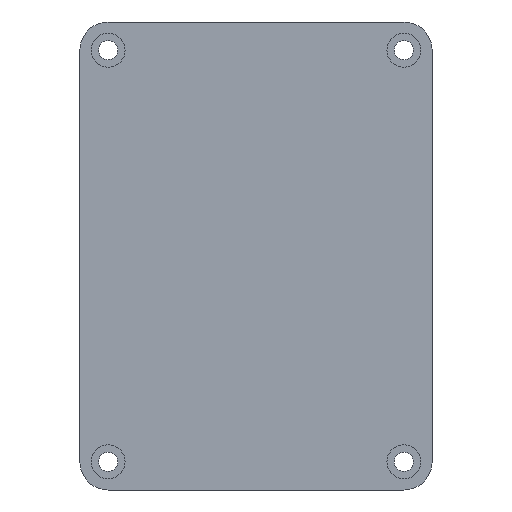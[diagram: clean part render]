
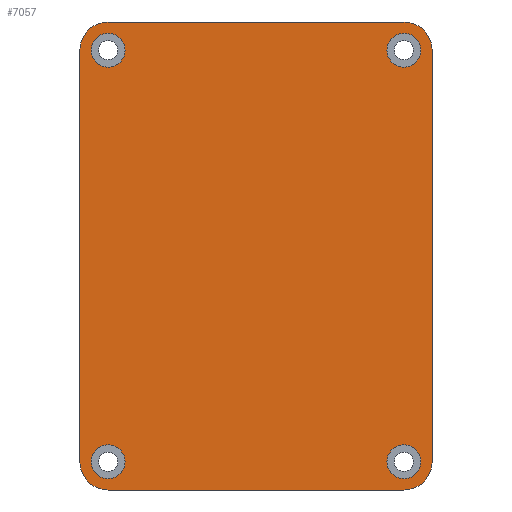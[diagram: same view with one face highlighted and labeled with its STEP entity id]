
A CAD part, front view. The second image highlights one B-rep face of the part: STEP entity #7057.
In plain terms, the highlighted planar face has unit normal (0, -1, 0).
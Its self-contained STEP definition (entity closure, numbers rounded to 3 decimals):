
#746=FACE_BOUND('',#1446,.T.);
#747=FACE_BOUND('',#1447,.T.);
#748=FACE_BOUND('',#1448,.T.);
#749=FACE_BOUND('',#1449,.T.);
#856=CIRCLE('',#7534,5.);
#864=CIRCLE('',#7545,5.);
#865=CIRCLE('',#7547,5.);
#866=CIRCLE('',#7550,5.);
#867=CIRCLE('',#7559,3.);
#869=CIRCLE('',#7562,3.);
#871=CIRCLE('',#7565,3.);
#873=CIRCLE('',#7568,3.);
#988=FACE_OUTER_BOUND('',#1445,.T.);
#1445=EDGE_LOOP('',(#5056,#5057,#5058,#5059,#5060,#5061,#5062,#5063));
#1446=EDGE_LOOP('',(#5064));
#1447=EDGE_LOOP('',(#5065));
#1448=EDGE_LOOP('',(#5066));
#1449=EDGE_LOOP('',(#5067));
#1870=LINE('',#9310,#2430);
#1878=LINE('',#9329,#2438);
#1898=LINE('',#9387,#2458);
#1899=LINE('',#9389,#2459);
#2430=VECTOR('',#8079,10.);
#2438=VECTOR('',#8097,10.);
#2458=VECTOR('',#8163,10.);
#2459=VECTOR('',#8166,10.);
#3008=VERTEX_POINT('',#9265);
#3009=VERTEX_POINT('',#9267);
#3028=VERTEX_POINT('',#9309);
#3031=VERTEX_POINT('',#9318);
#3032=VERTEX_POINT('',#9322);
#3033=VERTEX_POINT('',#9324);
#3034=VERTEX_POINT('',#9328);
#3035=VERTEX_POINT('',#9332);
#3042=VERTEX_POINT('',#9362);
#3044=VERTEX_POINT('',#9368);
#3046=VERTEX_POINT('',#9374);
#3048=VERTEX_POINT('',#9380);
#3762=EDGE_CURVE('',#3008,#3009,#856,.T.);
#3783=EDGE_CURVE('',#3028,#3009,#1870,.T.);
#3788=EDGE_CURVE('',#3028,#3031,#864,.T.);
#3791=EDGE_CURVE('',#3032,#3033,#865,.T.);
#3793=EDGE_CURVE('',#3034,#3033,#1878,.T.);
#3795=EDGE_CURVE('',#3034,#3035,#866,.T.);
#3810=EDGE_CURVE('',#3042,#3042,#867,.T.);
#3813=EDGE_CURVE('',#3044,#3044,#869,.T.);
#3816=EDGE_CURVE('',#3046,#3046,#871,.T.);
#3819=EDGE_CURVE('',#3048,#3048,#873,.T.);
#3822=EDGE_CURVE('',#3008,#3035,#1898,.T.);
#3823=EDGE_CURVE('',#3032,#3031,#1899,.T.);
#5056=ORIENTED_EDGE('',*,*,#3762,.F.);
#5057=ORIENTED_EDGE('',*,*,#3822,.T.);
#5058=ORIENTED_EDGE('',*,*,#3795,.F.);
#5059=ORIENTED_EDGE('',*,*,#3793,.T.);
#5060=ORIENTED_EDGE('',*,*,#3791,.F.);
#5061=ORIENTED_EDGE('',*,*,#3823,.T.);
#5062=ORIENTED_EDGE('',*,*,#3788,.F.);
#5063=ORIENTED_EDGE('',*,*,#3783,.T.);
#5064=ORIENTED_EDGE('',*,*,#3819,.F.);
#5065=ORIENTED_EDGE('',*,*,#3816,.F.);
#5066=ORIENTED_EDGE('',*,*,#3813,.F.);
#5067=ORIENTED_EDGE('',*,*,#3810,.F.);
#6887=PLANE('',#7573);
#7057=ADVANCED_FACE('',(#988,#746,#747,#748,#749),#6887,.F.);
#7534=AXIS2_PLACEMENT_3D('',#9268,#8046,#8047);
#7545=AXIS2_PLACEMENT_3D('',#9319,#8086,#8087);
#7547=AXIS2_PLACEMENT_3D('',#9325,#8092,#8093);
#7550=AXIS2_PLACEMENT_3D('',#9333,#8101,#8102);
#7559=AXIS2_PLACEMENT_3D('',#9363,#8133,#8134);
#7562=AXIS2_PLACEMENT_3D('',#9369,#8140,#8141);
#7565=AXIS2_PLACEMENT_3D('',#9375,#8147,#8148);
#7568=AXIS2_PLACEMENT_3D('',#9381,#8154,#8155);
#7573=AXIS2_PLACEMENT_3D('',#9390,#8167,#8168);
#8046=DIRECTION('center_axis',(0.,1.,0.));
#8047=DIRECTION('ref_axis',(0.707,0.,-0.707));
#8079=DIRECTION('',(1.,0.,0.));
#8086=DIRECTION('center_axis',(0.,1.,0.));
#8087=DIRECTION('ref_axis',(-0.707,0.,-0.707));
#8092=DIRECTION('center_axis',(0.,1.,0.));
#8093=DIRECTION('ref_axis',(-0.707,0.,0.707));
#8097=DIRECTION('',(-1.,0.,0.));
#8101=DIRECTION('center_axis',(0.,1.,0.));
#8102=DIRECTION('ref_axis',(0.707,0.,0.707));
#8133=DIRECTION('center_axis',(0.,-1.,0.));
#8134=DIRECTION('ref_axis',(1.,0.,0.));
#8140=DIRECTION('center_axis',(0.,-1.,0.));
#8141=DIRECTION('ref_axis',(1.,0.,0.));
#8147=DIRECTION('center_axis',(0.,-1.,0.));
#8148=DIRECTION('ref_axis',(1.,0.,0.));
#8154=DIRECTION('center_axis',(0.,-1.,0.));
#8155=DIRECTION('ref_axis',(1.,0.,0.));
#8163=DIRECTION('',(0.,0.,1.));
#8166=DIRECTION('',(0.,0.,-1.));
#8167=DIRECTION('center_axis',(0.,1.,0.));
#8168=DIRECTION('ref_axis',(1.,0.,0.));
#9265=CARTESIAN_POINT('',(15.5,0.,-62.4));
#9267=CARTESIAN_POINT('',(10.5,0.,-67.4));
#9268=CARTESIAN_POINT('Origin',(10.5,0.,-62.4));
#9309=CARTESIAN_POINT('',(-41.9,0.,-67.4));
#9310=CARTESIAN_POINT('',(-46.9,0.,-67.4));
#9318=CARTESIAN_POINT('',(-46.9,0.,-62.4));
#9319=CARTESIAN_POINT('Origin',(-41.9,0.,-62.4));
#9322=CARTESIAN_POINT('',(-46.9,0.,10.5));
#9324=CARTESIAN_POINT('',(-41.9,0.,15.5));
#9325=CARTESIAN_POINT('Origin',(-41.9,0.,10.5));
#9328=CARTESIAN_POINT('',(10.5,0.,15.5));
#9329=CARTESIAN_POINT('',(15.5,0.,15.5));
#9332=CARTESIAN_POINT('',(15.5,0.,10.5));
#9333=CARTESIAN_POINT('Origin',(10.5,0.,10.5));
#9362=CARTESIAN_POINT('',(-44.9,0.,-62.4));
#9363=CARTESIAN_POINT('Origin',(-41.9,0.,-62.4));
#9368=CARTESIAN_POINT('',(7.5,0.,-62.4));
#9369=CARTESIAN_POINT('Origin',(10.5,0.,-62.4));
#9374=CARTESIAN_POINT('',(7.5,0.,10.5));
#9375=CARTESIAN_POINT('Origin',(10.5,0.,10.5));
#9380=CARTESIAN_POINT('',(-44.9,0.,10.5));
#9381=CARTESIAN_POINT('Origin',(-41.9,0.,10.5));
#9387=CARTESIAN_POINT('',(15.5,0.,-67.4));
#9389=CARTESIAN_POINT('',(-46.9,0.,15.5));
#9390=CARTESIAN_POINT('Origin',(-15.7,0.,-25.95));
